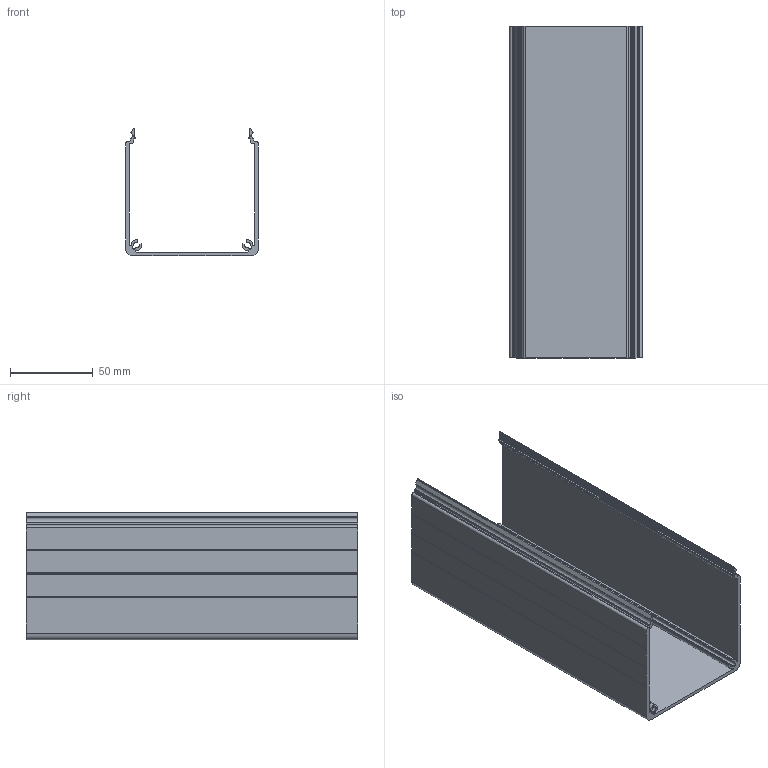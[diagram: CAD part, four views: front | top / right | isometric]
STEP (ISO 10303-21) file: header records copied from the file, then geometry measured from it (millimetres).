
FILE_DESCRIPTION (( 'STEP AP203' ), '1' );
FILE_NAME ('201808999_c_1.STEP', '2023-03-19T03:27:02', ( '' ), ( '' ), 'SwSTEP 2.0', 'SolidWorks 2014', '' );
FILE_SCHEMA (( 'CONFIG_CONTROL_DESIGN' ));
Length unit declared in the file: millimetre
Products named in the file (1): 201808999_c_1
Bounding box: 80 x 200 x 77 mm (x, y, z)
Volume: 113415 mm3; surface area: 103802.6 mm2
Topology: 1 solids, 1 shells, 207 faces, 615 edges, 410 vertices
Faces by surface type: cylinder 118, plane 89
Entity records: 7102 total; most frequent: DIRECTION 1267, CARTESIAN_POINT 1233, ORIENTED_EDGE 1230, EDGE_CURVE 615, AXIS2_PLACEMENT_3D 444, VERTEX_POINT 410, VECTOR 379, LINE 379
